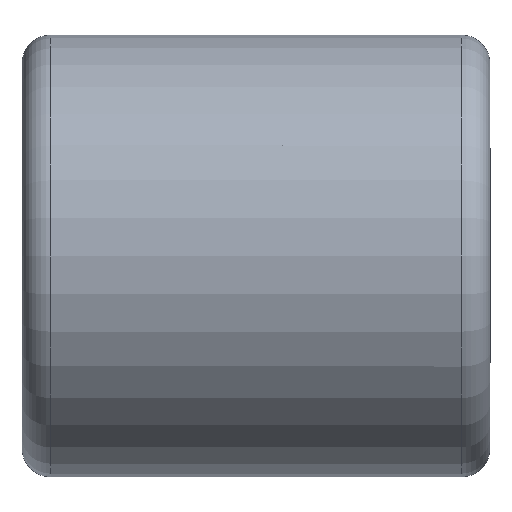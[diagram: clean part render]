
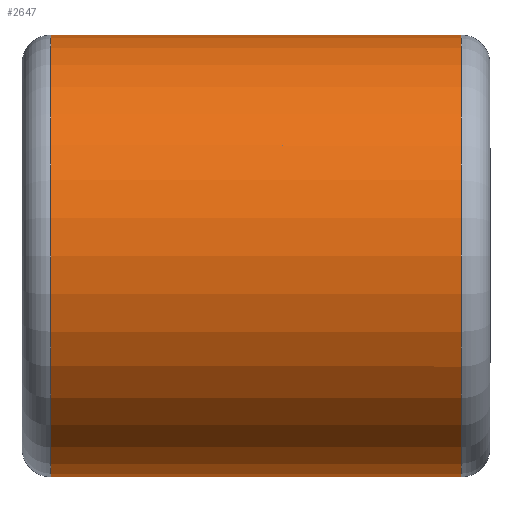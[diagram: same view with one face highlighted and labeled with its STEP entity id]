
A CAD part, front view. The second image highlights one B-rep face of the part: STEP entity #2647.
In plain terms, the highlighted cylindrical face has radius 42.5 mm (diameter 85 mm), a partial arc.
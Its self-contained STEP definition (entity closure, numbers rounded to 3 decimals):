
#35 = DIRECTION ( 'NONE',  ( 0., 0., 1. ) ) ;
#41 = VERTEX_POINT ( 'NONE', #990 ) ;
#351 = EDGE_CURVE ( 'NONE', #3017, #4343, #1672, .T. ) ;
#359 = CARTESIAN_POINT ( 'NONE',  ( 39.5, 0., 249.487 ) ) ;
#424 = ORIENTED_EDGE ( 'NONE', *, *, #3831, .F. ) ;
#638 = VECTOR ( 'NONE', #1054, 1000. ) ;
#792 = DIRECTION ( 'NONE',  ( 1., 0., 0. ) ) ;
#990 = CARTESIAN_POINT ( 'NONE',  ( -39.5, 0., 334.487 ) ) ;
#1035 = CARTESIAN_POINT ( 'NONE',  ( 39.5, 0., 291.987 ) ) ;
#1054 = DIRECTION ( 'NONE',  ( -1., 0., 0. ) ) ;
#1093 = DIRECTION ( 'NONE',  ( -1., 0., 0. ) ) ;
#1207 = LINE ( 'NONE', #1973, #3483 ) ;
#1293 = AXIS2_PLACEMENT_3D ( 'NONE', #3649, #1093, #35 ) ;
#1498 = CARTESIAN_POINT ( 'NONE',  ( 39.5, 0., 334.487 ) ) ;
#1672 = CIRCLE ( 'NONE', #2572, 42.5 ) ;
#1761 = AXIS2_PLACEMENT_3D ( 'NONE', #2645, #792, #2571 ) ;
#1777 = EDGE_CURVE ( 'NONE', #4343, #41, #1207, .T. ) ;
#1809 = CARTESIAN_POINT ( 'NONE',  ( -39.5, 0., 249.487 ) ) ;
#1890 = EDGE_CURVE ( 'NONE', #41, #3071, #3410, .T. ) ;
#1973 = CARTESIAN_POINT ( 'NONE',  ( -57.637, 0., 334.487 ) ) ;
#2132 = ORIENTED_EDGE ( 'NONE', *, *, #351, .T. ) ;
#2210 = CYLINDRICAL_SURFACE ( 'NONE', #1293, 42.5 ) ;
#2241 = LINE ( 'NONE', #2462, #638 ) ;
#2462 = CARTESIAN_POINT ( 'NONE',  ( -57.637, 0., 249.487 ) ) ;
#2529 = DIRECTION ( 'NONE',  ( 0., 0., 1. ) ) ;
#2571 = DIRECTION ( 'NONE',  ( 0., 0., -1. ) ) ;
#2572 = AXIS2_PLACEMENT_3D ( 'NONE', #1035, #4631, #2529 ) ;
#2624 = ORIENTED_EDGE ( 'NONE', *, *, #1890, .T. ) ;
#2645 = CARTESIAN_POINT ( 'NONE',  ( -39.5, 0., 291.987 ) ) ;
#2647 = ADVANCED_FACE ( 'NONE', ( #3973 ), #2210, .T. ) ;
#2690 = DIRECTION ( 'NONE',  ( -1., 0., 0. ) ) ;
#3017 = VERTEX_POINT ( 'NONE', #359 ) ;
#3021 = EDGE_LOOP ( 'NONE', ( #424, #2132, #3718, #2624 ) ) ;
#3071 = VERTEX_POINT ( 'NONE', #1809 ) ;
#3410 = CIRCLE ( 'NONE', #1761, 42.5 ) ;
#3483 = VECTOR ( 'NONE', #2690, 1000. ) ;
#3649 = CARTESIAN_POINT ( 'NONE',  ( -57.637, 0., 291.987 ) ) ;
#3718 = ORIENTED_EDGE ( 'NONE', *, *, #1777, .T. ) ;
#3831 = EDGE_CURVE ( 'NONE', #3017, #3071, #2241, .T. ) ;
#3973 = FACE_OUTER_BOUND ( 'NONE', #3021, .T. ) ;
#4343 = VERTEX_POINT ( 'NONE', #1498 ) ;
#4631 = DIRECTION ( 'NONE',  ( -1., 0., 0. ) ) ;
